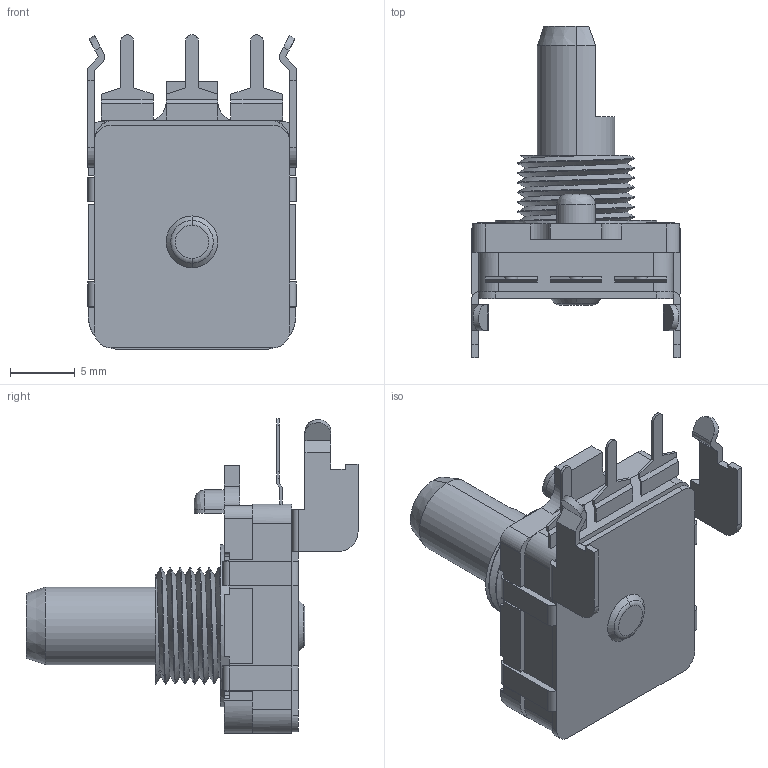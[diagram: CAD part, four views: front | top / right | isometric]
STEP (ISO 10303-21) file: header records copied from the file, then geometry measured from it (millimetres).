
FILE_DESCRIPTION((''),'2;1');
FILE_NAME('PEC16','2014-01-15T',('RICKB'),('Bourns, Inc.'),'PRO/ENGINEER BY PARAMETRIC TECHNOLOGY CORPORATION, 2012230','PRO/ENGINEER BY PARAMETRIC TECHNOLOGY CORPORATION, 2012230','');
FILE_SCHEMA(('CONFIG_CONTROL_DESIGN'));
Length unit declared in the file: millimetre
Products named in the file (1): PEC16
Bounding box: 16.1 x 25.65 x 24.3 mm (x, y, z)
Volume: 1781.8 mm3; surface area: 2277.9 mm2
Topology: 2 solids, 6 shells, 284 faces, 785 edges, 512 vertices
Faces by surface type: plane 190, cylinder 76, cone 9, bspline 7, torus 2
Entity records: 11915 total; most frequent: CARTESIAN_POINT 4552, ORIENTED_EDGE 1570, DIRECTION 1487, EDGE_CURVE 785, VECTOR 551, LINE 551, VERTEX_POINT 512, AXIS2_PLACEMENT_3D 468
